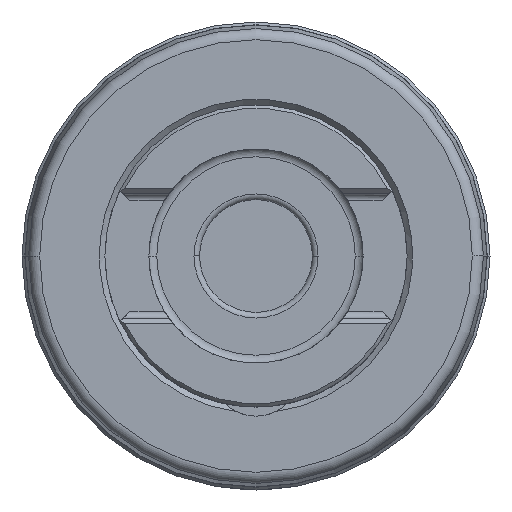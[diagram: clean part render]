
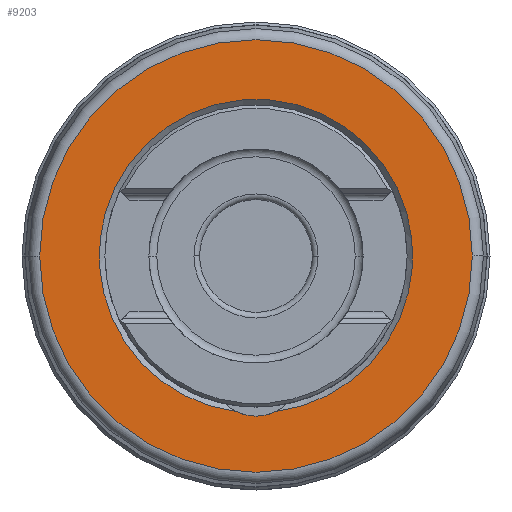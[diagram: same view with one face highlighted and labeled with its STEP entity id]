
A CAD part, front view. The second image highlights one B-rep face of the part: STEP entity #9203.
In plain terms, the highlighted planar face has unit normal (0, -1, 0).
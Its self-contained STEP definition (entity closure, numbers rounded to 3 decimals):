
#77=CARTESIAN_POINT('',(0.,-10.,0.));
#78=DIRECTION('',(0.,1.,0.));
#79=DIRECTION('',(-0.127,0.,-0.992));
#80=AXIS2_PLACEMENT_3D('',#77,#78,#79);
#1216=CARTESIAN_POINT('',(0.,-10.,0.));
#1217=DIRECTION('',(0.,1.,0.));
#1218=DIRECTION('',(-1.,0.,0.));
#1219=AXIS2_PLACEMENT_3D('',#1216,#1217,#1218);
#1231=CARTESIAN_POINT('',(0.,-10.,0.));
#1232=DIRECTION('',(0.,1.,0.));
#1233=DIRECTION('',(1.,0.,0.));
#1234=AXIS2_PLACEMENT_3D('',#1231,#1232,#1233);
#1241=CARTESIAN_POINT('',(0.,-10.,-10.2));
#1242=DIRECTION('',(0.,-1.,0.));
#1243=DIRECTION('',(-0.443,0.,-0.897));
#1244=AXIS2_PLACEMENT_3D('',#1241,#1242,#1243);
#7418=CARTESIAN_POINT('',(-19.18,-10.,0.));
#7419=CARTESIAN_POINT('',(19.18,-10.,0.));
#7420=VERTEX_POINT('',#7418);
#7421=VERTEX_POINT('',#7419);
#7474=CARTESIAN_POINT('',(-1.771,-10.,-13.787));
#7475=CARTESIAN_POINT('',(1.771,-10.,-13.787));
#7476=VERTEX_POINT('',#7474);
#7477=VERTEX_POINT('',#7475);
#9190=CARTESIAN_POINT('',(0.,-10.,0.));
#9191=DIRECTION('',(0.,-1.,0.));
#9192=DIRECTION('',(-1.,0.,0.));
#9193=AXIS2_PLACEMENT_3D('',#9190,#9191,#9192);
#9194=PLANE('',#9193);
#9195=ORIENTED_EDGE('',*,*,#9170,.T.);
#9196=ORIENTED_EDGE('',*,*,#9184,.T.);
#9197=EDGE_LOOP('',(#9195,#9196));
#9198=FACE_OUTER_BOUND('',#9197,.F.);
#9199=ORIENTED_EDGE('',*,*,#8219,.T.);
#9200=ORIENTED_EDGE('',*,*,#7726,.F.);
#9201=EDGE_LOOP('',(#9199,#9200));
#9202=FACE_BOUND('',#9201,.F.);
#9203=ADVANCED_FACE('',(#9198,#9202),#9194,.T.);
#81=CIRCLE('',#80,13.9);
#1220=CIRCLE('',#1219,19.18);
#1235=CIRCLE('',#1234,19.18);
#1245=CIRCLE('',#1244,4.);
#7726=EDGE_CURVE('',#7476,#7477,#81,.T.);
#8219=EDGE_CURVE('',#7476,#7477,#1245,.T.);
#9170=EDGE_CURVE('',#7420,#7421,#1220,.T.);
#9184=EDGE_CURVE('',#7421,#7420,#1235,.T.);
